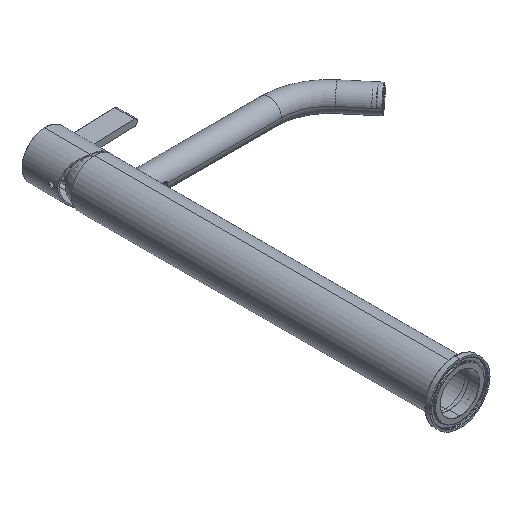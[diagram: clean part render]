
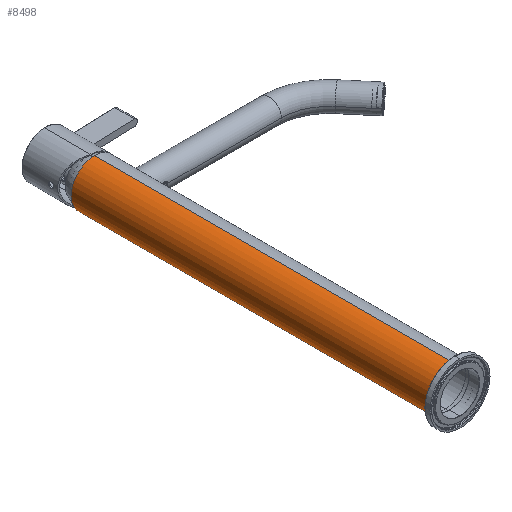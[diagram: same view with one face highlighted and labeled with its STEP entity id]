
A CAD part, isometric view. The second image highlights one B-rep face of the part: STEP entity #8498.
In plain terms, the highlighted cylindrical face has radius 17.5 mm (diameter 35 mm), a partial arc.
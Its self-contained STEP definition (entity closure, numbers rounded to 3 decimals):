
#223 = DIRECTION ( 'NONE',  ( 0., -1., 0. ) ) ;
#322 = CIRCLE ( 'NONE', #1805, 17.5 ) ;
#520 = VECTOR ( 'NONE', #708, 1000. ) ;
#708 = DIRECTION ( 'NONE',  ( 0., -1., 0. ) ) ;
#1056 = DIRECTION ( 'NONE',  ( 0., -1., 0. ) ) ;
#1411 = CARTESIAN_POINT ( 'NONE',  ( 0., 120., 0. ) ) ;
#1425 = DIRECTION ( 'NONE',  ( 0., -1., 0. ) ) ;
#1805 = AXIS2_PLACEMENT_3D ( 'NONE', #4325, #1425, #9418 ) ;
#2089 = CARTESIAN_POINT ( 'NONE',  ( 0., 120., -17.5 ) ) ;
#2967 = DIRECTION ( 'NONE',  ( 0., 0., -1. ) ) ;
#3322 = DIRECTION ( 'NONE',  ( 0., 1., 0. ) ) ;
#3503 = EDGE_CURVE ( 'NONE', #13011, #8086, #5150, .T. ) ;
#4325 = CARTESIAN_POINT ( 'NONE',  ( 0., -150., 0. ) ) ;
#4653 = ORIENTED_EDGE ( 'NONE', *, *, #10596, .F. ) ;
#5020 = ORIENTED_EDGE ( 'NONE', *, *, #6256, .F. ) ;
#5150 = LINE ( 'NONE', #2089, #12920 ) ;
#5572 = ORIENTED_EDGE ( 'NONE', *, *, #12990, .F. ) ;
#5633 = LINE ( 'NONE', #9758, #520 ) ;
#6256 = EDGE_CURVE ( 'NONE', #13011, #12868, #8928, .T. ) ;
#6638 = CARTESIAN_POINT ( 'NONE',  ( 0., 120., -17.5 ) ) ;
#7020 = VERTEX_POINT ( 'NONE', #9174 ) ;
#7147 = CARTESIAN_POINT ( 'NONE',  ( 0., -150., -17.5 ) ) ;
#7153 = ORIENTED_EDGE ( 'NONE', *, *, #3503, .T. ) ;
#7968 = FACE_OUTER_BOUND ( 'NONE', #8820, .T. ) ;
#8086 = VERTEX_POINT ( 'NONE', #7147 ) ;
#8498 = ADVANCED_FACE ( 'NONE', ( #7968 ), #10044, .T. ) ;
#8820 = EDGE_LOOP ( 'NONE', ( #5572, #5020, #7153, #4653 ) ) ;
#8928 = CIRCLE ( 'NONE', #10003, 17.5 ) ;
#9174 = CARTESIAN_POINT ( 'NONE',  ( 0., -150., 17.5 ) ) ;
#9418 = DIRECTION ( 'NONE',  ( 0., 0., -1. ) ) ;
#9600 = DIRECTION ( 'NONE',  ( 0., 0., 1. ) ) ;
#9758 = CARTESIAN_POINT ( 'NONE',  ( 0., 120., 17.5 ) ) ;
#10003 = AXIS2_PLACEMENT_3D ( 'NONE', #1411, #3322, #9600 ) ;
#10044 = CYLINDRICAL_SURFACE ( 'NONE', #10159, 17.5 ) ;
#10159 = AXIS2_PLACEMENT_3D ( 'NONE', #12011, #1056, #2967 ) ;
#10596 = EDGE_CURVE ( 'NONE', #7020, #8086, #322, .T. ) ;
#12011 = CARTESIAN_POINT ( 'NONE',  ( 0., 120., 0. ) ) ;
#12067 = CARTESIAN_POINT ( 'NONE',  ( 0., 120., 17.5 ) ) ;
#12868 = VERTEX_POINT ( 'NONE', #12067 ) ;
#12920 = VECTOR ( 'NONE', #223, 1000. ) ;
#12990 = EDGE_CURVE ( 'NONE', #12868, #7020, #5633, .T. ) ;
#13011 = VERTEX_POINT ( 'NONE', #6638 ) ;
